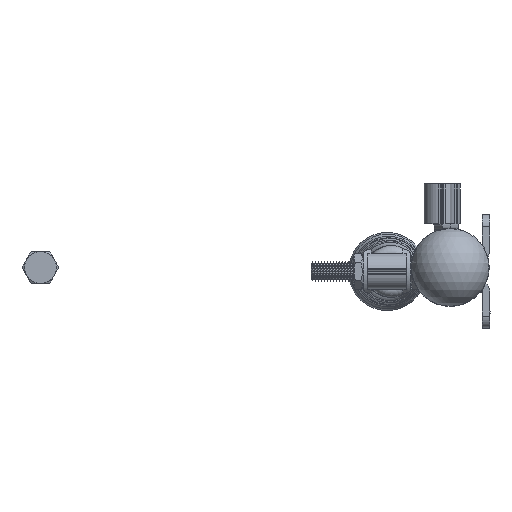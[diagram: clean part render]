
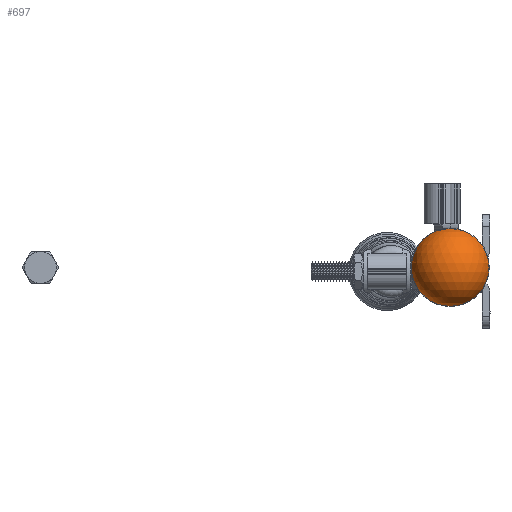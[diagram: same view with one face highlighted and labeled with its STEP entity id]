
A CAD part, left-side view. The second image highlights one B-rep face of the part: STEP entity #697.
In plain terms, the highlighted spherical face has radius 20 mm.
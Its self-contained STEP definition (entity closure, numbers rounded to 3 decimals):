
#697 = ADVANCED_FACE( '', ( #1898 ), #1899, .T. );
#1898 = FACE_OUTER_BOUND( '', #3994, .T. );
#1899 = SPHERICAL_SURFACE( '', #3995, 20. );
#3994 = EDGE_LOOP( '', ( #6162 ) );
#3995 = AXIS2_PLACEMENT_3D( '', #6163, #6164, #6165 );
#6162 = ORIENTED_EDGE( '', *, *, #10051, .F. );
#6163 = CARTESIAN_POINT( '', ( -139.096, 0., 0. ) );
#6164 = DIRECTION( '', ( 0., 0., -1. ) );
#6165 = DIRECTION( '', ( -0.22, -0.976, 0. ) );
#10051 = EDGE_CURVE( '', #11489, #11489, #11490, .T. );
#11489 = VERTEX_POINT( '', #13628 );
#11490 = CIRCLE( '', #13629, 19.512 );
#13628 = CARTESIAN_POINT( '', ( -143.488, 19.512, 0. ) );
#13629 = AXIS2_PLACEMENT_3D( '', #16627, #16628, #16629 );
#16627 = CARTESIAN_POINT( '', ( -143.488, 0., 0. ) );
#16628 = DIRECTION( '', ( 1., 0., 0. ) );
#16629 = DIRECTION( '', ( 0., 1., 0. ) );
